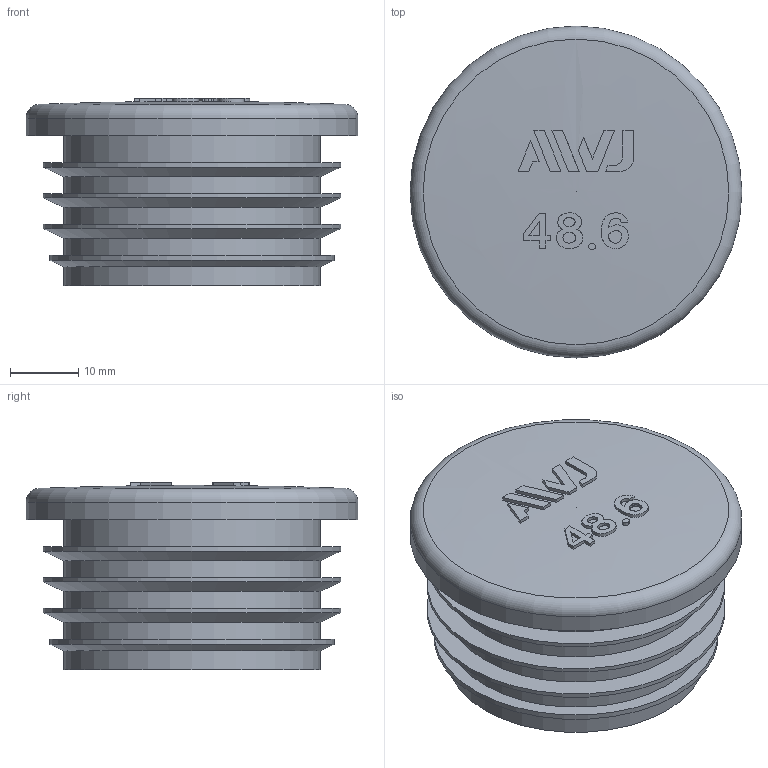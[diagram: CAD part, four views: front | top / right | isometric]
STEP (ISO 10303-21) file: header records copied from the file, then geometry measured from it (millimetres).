
FILE_DESCRIPTION( ( 'STEP AP203' ), '1' );
FILE_NAME( '40A.step', '2022-07-25T07:36:32', ( ' ' ), ( ' ' ), 'XStep 1.0', ' ', ' ' );
FILE_SCHEMA( ( 'CONFIG_CONTROL_DESIGN' ) );
Length unit declared in the file: millimetre
Products named in the file (1): 1
Bounding box: 48.6 x 48.6 x 27.5 mm (x, y, z)
Volume: 16092.7 mm3; surface area: 11588.4 mm2
Topology: 1 solids, 1 shells, 137 faces, 343 edges, 225 vertices
Faces by surface type: plane 89, cylinder 17, bspline 14, extrusion 10, cone 5, torus 2
Full cylindrical faces by diameter (mm): 37.6 x5, 41.6 x1, 43.6 x3, 48.6 x1
Entity records: 5017 total; most frequent: CARTESIAN_POINT 2212, ORIENTED_EDGE 642, DIRECTION 385, EDGE_CURVE 321, VERTEX_POINT 223, B_SPLINE_CURVE_WITH_KNOTS 208, EDGE_LOOP 173, FACE_OUTER_BOUND 149
